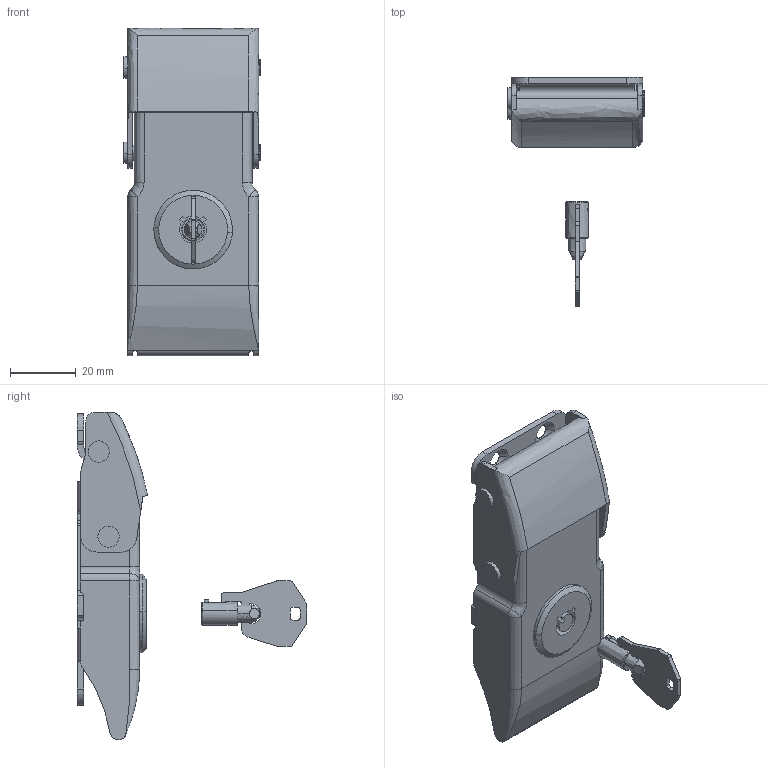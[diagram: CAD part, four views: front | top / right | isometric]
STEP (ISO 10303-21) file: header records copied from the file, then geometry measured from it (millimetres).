
FILE_DESCRIPTION((''),'2;1');
FILE_NAME('','2006-10-06T18:25:22',(''),(''),'','CADfix','');
FILE_SCHEMA(('AUTOMOTIVE_DESIGN'));
Length unit declared in the file: millimetre
Products named in the file (9): shaft_B; shaft_A; lock; lever; key; keeper; base; arm; TL_346K_13344_36
Assembly tree (9 placements, depth 2):
  TL_346K_13344_36
    shaft_B  x2
    shaft_A
    lock
    lever
    key
    keeper
    base
    arm
Bounding box: 41.7 x 70 x 100 mm (x, y, z)
Volume: 26089.1 mm3; surface area: 30585 mm2
Topology: 9 solids, 9 shells, 404 faces, 1226 edges, 846 vertices
Faces by surface type: bspline 404
Entity records: 13942 total; most frequent: CARTESIAN_POINT 7153, ORIENTED_EDGE 2372, EDGE_CURVE 1186, VERTEX_POINT 816, QUASI_UNIFORM_CURVE 656, EDGE_LOOP 442, FACE_OUTER_BOUND 392, ADVANCED_FACE 392
